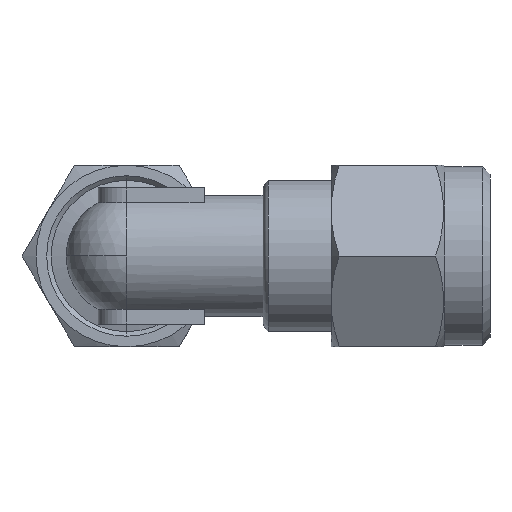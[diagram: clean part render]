
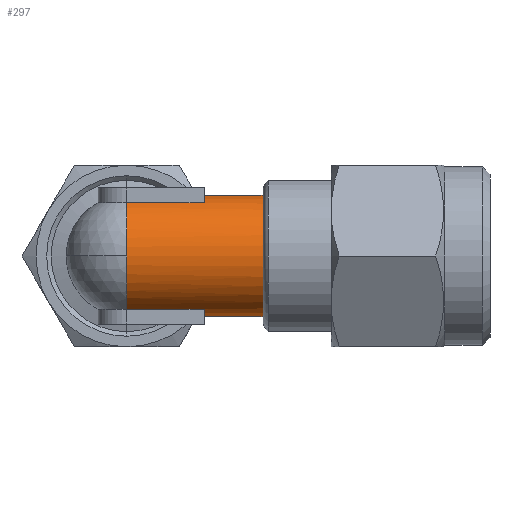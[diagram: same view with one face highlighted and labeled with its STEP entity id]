
A CAD part, left-side view. The second image highlights one B-rep face of the part: STEP entity #297.
In plain terms, the highlighted cylindrical face has radius 4 mm (diameter 8 mm), a partial arc.
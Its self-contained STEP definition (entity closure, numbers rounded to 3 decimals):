
#297 = ADVANCED_FACE ( 'NONE', ( #847 ), #844, .T. ) ;
#457 = DIRECTION ( 'NONE',  ( 0., 0., -1. ) ) ;
#458 = CARTESIAN_POINT ( 'NONE',  ( 0., 17.5, 0. ) ) ;
#459 = DIRECTION ( 'NONE',  ( 0., -1., 0. ) ) ;
#701 = EDGE_LOOP ( 'NONE', ( #1062, #1063, #1064, #1065, #1066, #1067, #1068, #1069, #1070 ) ) ;
#844 = CYLINDRICAL_SURFACE ( 'NONE', #1888, 4. ) ;
#847 = FACE_OUTER_BOUND ( 'NONE', #701, .T. ) ;
#909 = CIRCLE ( 'NONE', #1919, 4. ) ;
#911 = CIRCLE ( 'NONE', #1920, 4. ) ;
#912 = LINE ( 'NONE', #1618, #915 ) ;
#913 = CIRCLE ( 'NONE', #1921, 4. ) ;
#914 = LINE ( 'NONE', #1623, #918 ) ;
#915 = VECTOR ( 'NONE', #1611, 1000. ) ;
#916 = CIRCLE ( 'NONE', #1922, 4. ) ;
#918 = VECTOR ( 'NONE', #1622, 1000. ) ;
#1062 = ORIENTED_EDGE ( 'NONE', *, *, #2327, .F. ) ;
#1063 = ORIENTED_EDGE ( 'NONE', *, *, #2249, .F. ) ;
#1064 = ORIENTED_EDGE ( 'NONE', *, *, #2248, .F. ) ;
#1065 = ORIENTED_EDGE ( 'NONE', *, *, #2338, .F. ) ;
#1066 = ORIENTED_EDGE ( 'NONE', *, *, #2247, .F. ) ;
#1067 = ORIENTED_EDGE ( 'NONE', *, *, #2246, .F. ) ;
#1068 = ORIENTED_EDGE ( 'NONE', *, *, #2245, .F. ) ;
#1069 = ORIENTED_EDGE ( 'NONE', *, *, #2325, .T. ) ;
#1070 = ORIENTED_EDGE ( 'NONE', *, *, #2244, .T. ) ;
#1151 = VERTEX_POINT ( 'NONE', #1691 ) ;
#1170 = VERTEX_POINT ( 'NONE', #1504 ) ;
#1171 = VERTEX_POINT ( 'NONE', #1505 ) ;
#1175 = VERTEX_POINT ( 'NONE', #1509 ) ;
#1181 = VERTEX_POINT ( 'NONE', #1515 ) ;
#1182 = VERTEX_POINT ( 'NONE', #1516 ) ;
#1208 = VERTEX_POINT ( 'NONE', #1542 ) ;
#1221 = VERTEX_POINT ( 'NONE', #1555 ) ;
#1226 = VERTEX_POINT ( 'NONE', #1560 ) ;
#1289 = LINE ( 'NONE', #2015, #1296 ) ;
#1291 = LINE ( 'NONE', #2007, #1293 ) ;
#1293 = VECTOR ( 'NONE', #2003, 1000. ) ;
#1296 = VECTOR ( 'NONE', #2009, 1000. ) ;
#1307 = CIRCLE ( 'NONE', #1958, 4. ) ;
#1504 = CARTESIAN_POINT ( 'NONE',  ( -4., 17.5, 0. ) ) ;
#1505 = CARTESIAN_POINT ( 'NONE',  ( -1.898, 17.5, 3.521 ) ) ;
#1509 = CARTESIAN_POINT ( 'NONE',  ( 0., 12.398, 4. ) ) ;
#1515 = CARTESIAN_POINT ( 'NONE',  ( 0., 8.5, 4. ) ) ;
#1516 = CARTESIAN_POINT ( 'NONE',  ( 0., 8.5, -4. ) ) ;
#1542 = CARTESIAN_POINT ( 'NONE',  ( -1.898, 17.5, -3.521 ) ) ;
#1555 = CARTESIAN_POINT ( 'NONE',  ( -1.898, 12.398, 3.521 ) ) ;
#1560 = CARTESIAN_POINT ( 'NONE',  ( -1.898, 12.398, -3.521 ) ) ;
#1611 = DIRECTION ( 'NONE',  ( 0., 1., 0. ) ) ;
#1615 = CARTESIAN_POINT ( 'NONE',  ( 0., 8.5, 0. ) ) ;
#1616 = DIRECTION ( 'NONE',  ( 0., 1., 0. ) ) ;
#1617 = DIRECTION ( 'NONE',  ( 0., 0., -1. ) ) ;
#1618 = CARTESIAN_POINT ( 'NONE',  ( -1.898, 17.5, -3.521 ) ) ;
#1619 = CARTESIAN_POINT ( 'NONE',  ( 0., 12.398, 0. ) ) ;
#1620 = DIRECTION ( 'NONE',  ( 0., 1., 0. ) ) ;
#1621 = DIRECTION ( 'NONE',  ( 0., 0., 1. ) ) ;
#1622 = DIRECTION ( 'NONE',  ( 0., -1., 0. ) ) ;
#1623 = CARTESIAN_POINT ( 'NONE',  ( -1.898, 17.5, 3.521 ) ) ;
#1624 = CARTESIAN_POINT ( 'NONE',  ( 0., 17.5, 0. ) ) ;
#1625 = DIRECTION ( 'NONE',  ( 0., 1., 0. ) ) ;
#1626 = DIRECTION ( 'NONE',  ( 0., 0., 1. ) ) ;
#1627 = CARTESIAN_POINT ( 'NONE',  ( 0., 12.398, 0. ) ) ;
#1628 = DIRECTION ( 'NONE',  ( 0., 1., 0. ) ) ;
#1629 = DIRECTION ( 'NONE',  ( 0., 0., 1. ) ) ;
#1691 = CARTESIAN_POINT ( 'NONE',  ( 0., 12.398, -4. ) ) ;
#1888 = AXIS2_PLACEMENT_3D ( 'NONE', #458, #459, #457 ) ;
#1919 = AXIS2_PLACEMENT_3D ( 'NONE', #1615, #1616, #1617 ) ;
#1920 = AXIS2_PLACEMENT_3D ( 'NONE', #1619, #1620, #1621 ) ;
#1921 = AXIS2_PLACEMENT_3D ( 'NONE', #1624, #1625, #1626 ) ;
#1922 = AXIS2_PLACEMENT_3D ( 'NONE', #1627, #1628, #1629 ) ;
#1958 = AXIS2_PLACEMENT_3D ( 'NONE', #2043, #2044, #2045 ) ;
#2003 = DIRECTION ( 'NONE',  ( 0., -1., 0. ) ) ;
#2007 = CARTESIAN_POINT ( 'NONE',  ( 0., 17.5, -4. ) ) ;
#2009 = DIRECTION ( 'NONE',  ( 0., -1., 0. ) ) ;
#2015 = CARTESIAN_POINT ( 'NONE',  ( 0., 17.5, 4. ) ) ;
#2043 = CARTESIAN_POINT ( 'NONE',  ( 0., 17.5, 0. ) ) ;
#2044 = DIRECTION ( 'NONE',  ( 0., 1., 0. ) ) ;
#2045 = DIRECTION ( 'NONE',  ( 0., 0., 1. ) ) ;
#2244 = EDGE_CURVE ( 'NONE', #1182, #1181, #909, .T. ) ;
#2245 = EDGE_CURVE ( 'NONE', #1151, #1226, #911, .T. ) ;
#2246 = EDGE_CURVE ( 'NONE', #1226, #1208, #912, .T. ) ;
#2247 = EDGE_CURVE ( 'NONE', #1208, #1170, #913, .T. ) ;
#2248 = EDGE_CURVE ( 'NONE', #1171, #1221, #914, .T. ) ;
#2249 = EDGE_CURVE ( 'NONE', #1221, #1175, #916, .T. ) ;
#2325 = EDGE_CURVE ( 'NONE', #1151, #1182, #1291, .T. ) ;
#2327 = EDGE_CURVE ( 'NONE', #1175, #1181, #1289, .T. ) ;
#2338 = EDGE_CURVE ( 'NONE', #1170, #1171, #1307, .T. ) ;
